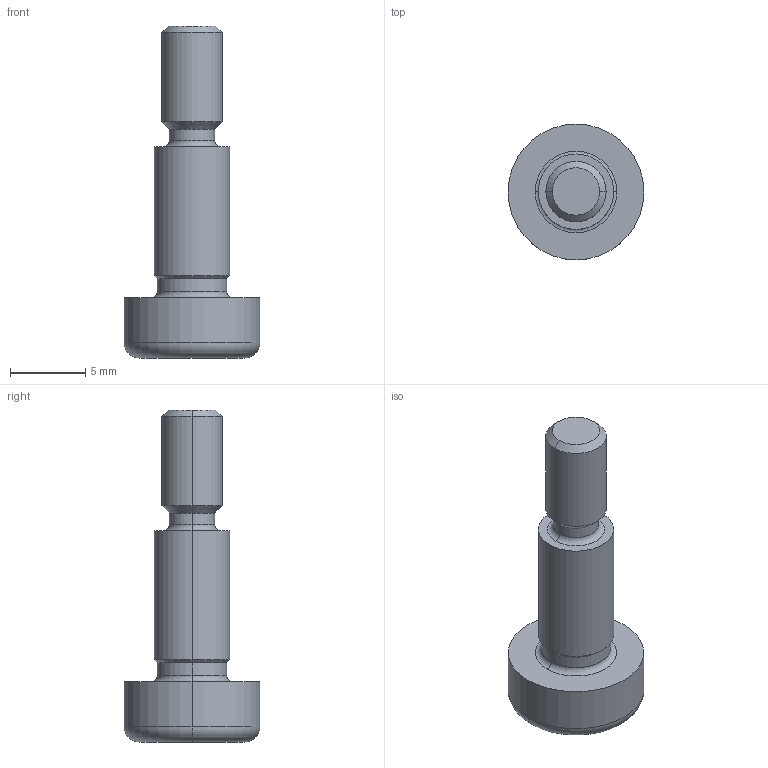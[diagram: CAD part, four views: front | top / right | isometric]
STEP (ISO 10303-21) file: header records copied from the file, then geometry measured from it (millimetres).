
FILE_DESCRIPTION(('STEP AP214'),'1');
FILE_NAME('cctmp_698D1905-BABC-4584-8853-B06204955A20_2022_11_18_13_15_05_0807_21992..stp','2022-11-18T12:15:05',('Meusburger Georg GmbH & Co KG'),('CADClick - www.CADClick.com'),'Spatial InterOp 3D',' ','unknown authorization');
FILE_SCHEMA(('AUTOMOTIVE_DESIGN'));
Length unit declared in the file: millimetre
Products named in the file (1): E 1240_5x10
Bounding box: 9 x 9 x 22 mm (x, y, z)
Volume: 519.3 mm3; surface area: 505.5 mm2
Topology: 1 solids, 1 shells, 40 faces, 84 edges, 47 vertices
Faces by surface type: plane 16, cylinder 10, cone 8, torus 6
Entity records: 1386 total; most frequent: DIRECTION 204, CARTESIAN_POINT 170, ORIENTED_EDGE 164, EDGE_CURVE 82, AXIS2_PLACEMENT_3D 81, VERTEX_POINT 47, EDGE_LOOP 43, LINE 42
